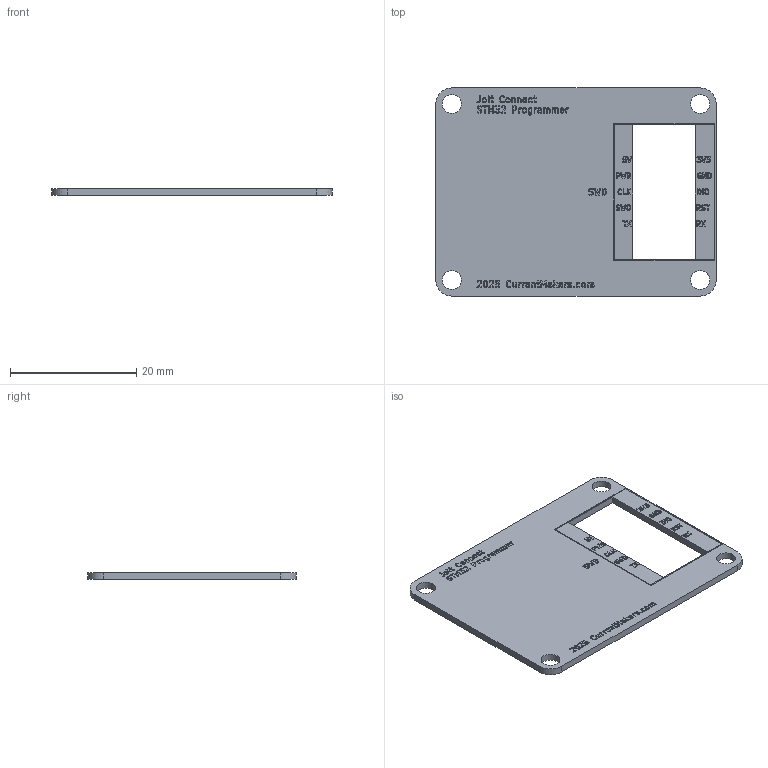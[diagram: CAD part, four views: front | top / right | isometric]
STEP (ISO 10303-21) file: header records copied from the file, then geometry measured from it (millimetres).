
FILE_DESCRIPTION(('KiCad electronic assembly'),'2;1');
FILE_NAME('cover.step','2025-10-02T08:58:54',('Pcbnew'),('Kicad'), 'Open CASCADE STEP processor 7.8','KiCad to STEP converter','Unknown' );
FILE_SCHEMA(('AUTOMOTIVE_DESIGN { 1 0 10303 214 1 1 1 1 }'));
Length unit declared in the file: millimetre
Products named in the file (3): cover 1; cover_silkscreen; cover_PCB
Assembly tree (2 placements, depth 2):
  cover 1
    cover_silkscreen
    cover_PCB
Bounding box: 44.45 x 33.02 x 1.26 mm (x, y, z)
Volume: 1357.1 mm3; surface area: 2758.3 mm2
Topology: 1 solids, 91 shells, 108 faces, 1719 edges, 1703 vertices
Faces by surface type: plane 100, cylinder 8
Full cylindrical faces by diameter (mm): 3 x4
Entity records: 16020 total; most frequent: CARTESIAN_POINT 3533, DIRECTION 2388, ORIENTED_EDGE 1767, EDGE_CURVE 1719, VERTEX_POINT 1703, LINE 1272, VECTOR 1272, AXIS2_PLACEMENT_3D 558
